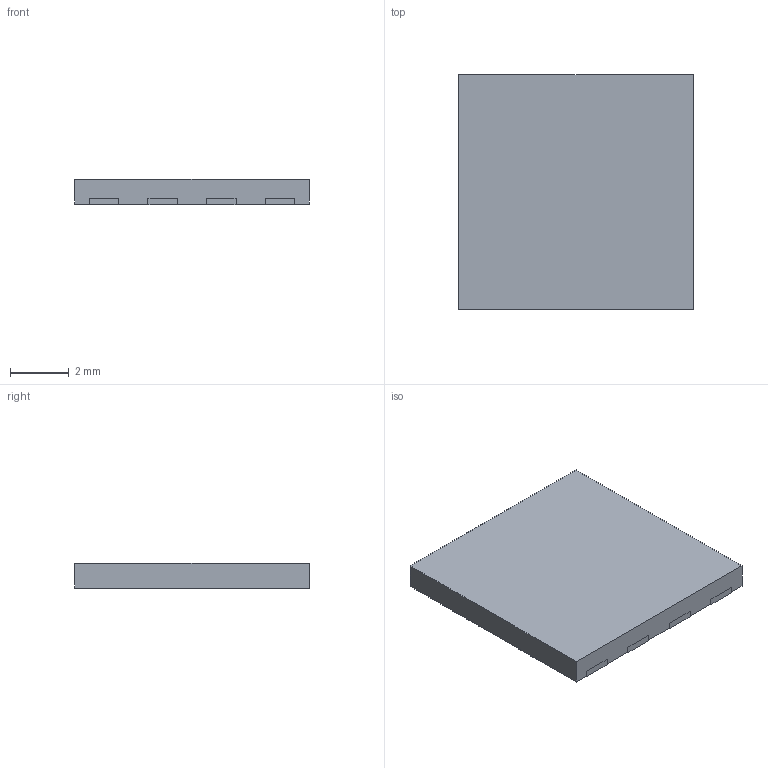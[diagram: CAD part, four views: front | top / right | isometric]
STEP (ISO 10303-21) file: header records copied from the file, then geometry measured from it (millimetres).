
FILE_DESCRIPTION (( 'STEP AP214' ), '1' );
FILE_NAME ('DFN 8x8.STEP', '2018-02-13T02:24:27', ( 'Admin' ), ( 'MyPc' ), 'SwSTEP 2.0', 'SolidWorks 2015', '' );
FILE_SCHEMA (( 'AUTOMOTIVE_DESIGN' ));
Length unit declared in the file: millimetre
Products named in the file (1): DFN 8x8
Bounding box: 8 x 8 x 0.88 mm (x, y, z)
Volume: 55.2 mm3; surface area: 225.9 mm2
Topology: 6 solids, 6 shells, 52 faces, 120 edges, 80 vertices
Faces by surface type: plane 52
Entity records: 1721 total; most frequent: CARTESIAN_POINT 253, ORIENTED_EDGE 240, DIRECTION 226, LINE 120, EDGE_CURVE 120, VECTOR 120, VERTEX_POINT 80, AXIS2_PLACEMENT_3D 53
